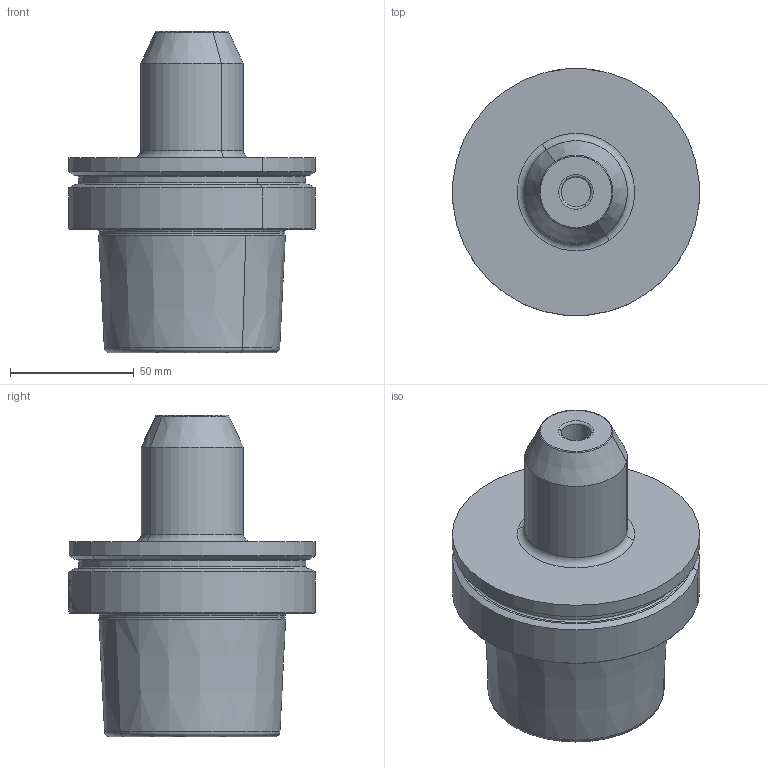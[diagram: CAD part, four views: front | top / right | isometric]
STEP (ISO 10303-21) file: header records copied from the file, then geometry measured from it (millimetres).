
FILE_DESCRIPTION((''),'2;1');
FILE_NAME('285784-000-00-CD1','2012-07-30T',('brunnert'),(''),'PRO/ENGINEER BY PARAMETRIC TECHNOLOGY CORPORATION, 2011220','PRO/ENGINEER BY PARAMETRIC TECHNOLOGY CORPORATION, 2011220','');
FILE_SCHEMA(('AUTOMOTIVE_DESIGN_CC2 { 1 2 10303 214 -1 1 5 2 }'));
Length unit declared in the file: millimetre
Products named in the file (1): 285784-000-00-CD1
Bounding box: 99.62 x 99.81 x 129.9 mm (x, y, z)
Volume: 331949.8 mm3; surface area: 56432 mm2
Topology: 1 solids, 1 shells, 528 faces, 1533 edges, 1044 vertices
Faces by surface type: plane 440, cylinder 41, torus 22, cone 18, extrusion 7
Entity records: 22454 total; most frequent: CARTESIAN_POINT 4813, ORIENTED_EDGE 2900, DIRECTION 2086, PRESENTATION_STYLE_ASSIGNMENT 1581, STYLED_ITEM 1567, CURVE_STYLE 1551, EDGE_CURVE 1450, VERTEX_POINT 952
